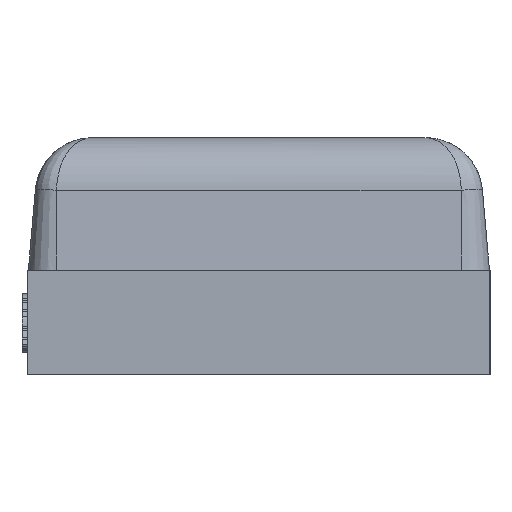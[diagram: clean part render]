
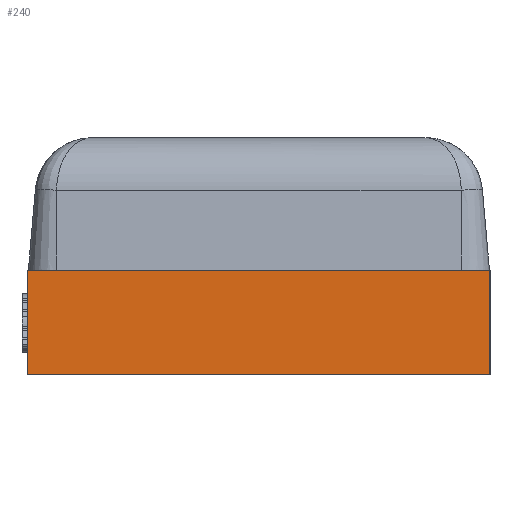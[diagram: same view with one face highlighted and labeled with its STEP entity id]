
A CAD part, left-side view. The second image highlights one B-rep face of the part: STEP entity #240.
In plain terms, the highlighted planar face has unit normal (-1, 0, 0).
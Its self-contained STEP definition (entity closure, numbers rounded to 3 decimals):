
#240 = ADVANCED_FACE ( 'NONE', ( #7069 ), #7158, .F. ) ;
#536 = CARTESIAN_POINT ( 'NONE',  ( -0.81, 0.4, 0. ) ) ;
#556 = EDGE_CURVE ( 'NONE', #14229, #6035, #12346, .T. ) ;
#913 = VECTOR ( 'NONE', #11309, 1000. ) ;
#1246 = LINE ( 'NONE', #9303, #10978 ) ;
#3272 = DIRECTION ( 'NONE',  ( 0., 0., -1. ) ) ;
#3632 = LINE ( 'NONE', #10636, #6776 ) ;
#3797 = DIRECTION ( 'NONE',  ( 0., -1., 0. ) ) ;
#4563 = EDGE_CURVE ( 'NONE', #6035, #13259, #15850, .T. ) ;
#5493 = DIRECTION ( 'NONE',  ( 0., -1., 0. ) ) ;
#5840 = DIRECTION ( 'NONE',  ( 1., 0., 0. ) ) ;
#5950 = ORIENTED_EDGE ( 'NONE', *, *, #10166, .T. ) ;
#6035 = VERTEX_POINT ( 'NONE', #14102 ) ;
#6776 = VECTOR ( 'NONE', #7595, 1000. ) ;
#7069 = FACE_OUTER_BOUND ( 'NONE', #9624, .T. ) ;
#7158 = PLANE ( 'NONE',  #13613 ) ;
#7595 = DIRECTION ( 'NONE',  ( 0., 0., 1. ) ) ;
#9303 = CARTESIAN_POINT ( 'NONE',  ( -0.81, 0.4, -0.01 ) ) ;
#9311 = ORIENTED_EDGE ( 'NONE', *, *, #4563, .F. ) ;
#9624 = EDGE_LOOP ( 'NONE', ( #5950, #9311, #14738, #17322 ) ) ;
#10017 = CARTESIAN_POINT ( 'NONE',  ( -0.81, 0.4, -0.01 ) ) ;
#10166 = EDGE_CURVE ( 'NONE', #13432, #13259, #3632, .T. ) ;
#10636 = CARTESIAN_POINT ( 'NONE',  ( -0.81, -0.4, 0. ) ) ;
#10978 = VECTOR ( 'NONE', #5493, 1000. ) ;
#11309 = DIRECTION ( 'NONE',  ( 0., 0., 1. ) ) ;
#12346 = LINE ( 'NONE', #12600, #913 ) ;
#12600 = CARTESIAN_POINT ( 'NONE',  ( -0.81, 0.4, 0. ) ) ;
#13066 = CARTESIAN_POINT ( 'NONE',  ( -0.81, -0.4, -0.01 ) ) ;
#13259 = VERTEX_POINT ( 'NONE', #13424 ) ;
#13424 = CARTESIAN_POINT ( 'NONE',  ( -0.81, -0.4, 0.17 ) ) ;
#13432 = VERTEX_POINT ( 'NONE', #13066 ) ;
#13567 = EDGE_CURVE ( 'NONE', #14229, #13432, #1246, .T. ) ;
#13613 = AXIS2_PLACEMENT_3D ( 'NONE', #536, #5840, #3272 ) ;
#14102 = CARTESIAN_POINT ( 'NONE',  ( -0.81, 0.4, 0.17 ) ) ;
#14229 = VERTEX_POINT ( 'NONE', #10017 ) ;
#14694 = VECTOR ( 'NONE', #3797, 1000. ) ;
#14738 = ORIENTED_EDGE ( 'NONE', *, *, #556, .F. ) ;
#15850 = LINE ( 'NONE', #17244, #14694 ) ;
#17244 = CARTESIAN_POINT ( 'NONE',  ( -0.81, 0.4, 0.17 ) ) ;
#17322 = ORIENTED_EDGE ( 'NONE', *, *, #13567, .T. ) ;
